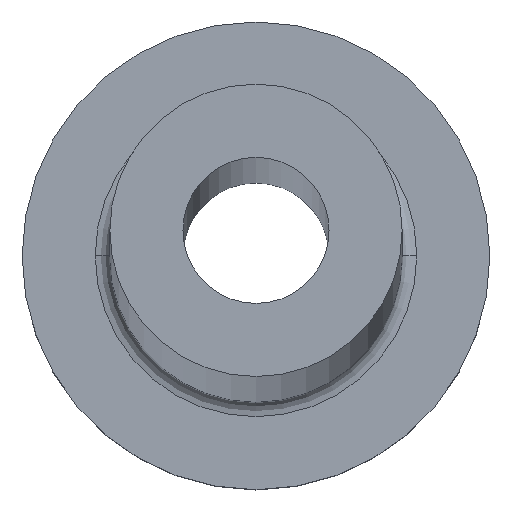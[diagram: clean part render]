
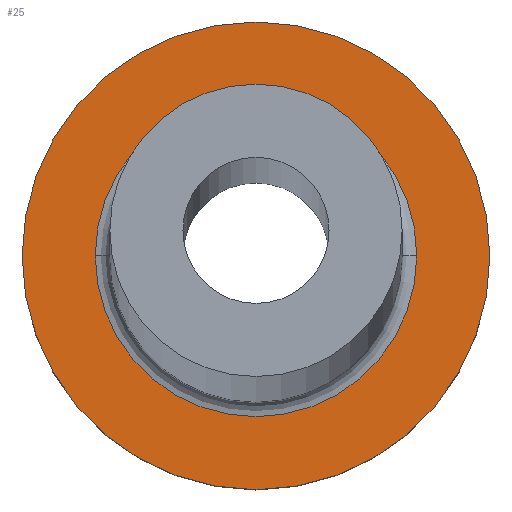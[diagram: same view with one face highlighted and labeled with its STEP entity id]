
A CAD part, top view. The second image highlights one B-rep face of the part: STEP entity #25.
In plain terms, the highlighted planar face has unit normal (0, 0, 1).
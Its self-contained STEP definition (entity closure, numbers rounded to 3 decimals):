
#2 = CARTESIAN_POINT ( 'NONE',  ( 8., 0., 5. ) ) ;
#5 = DIRECTION ( 'NONE',  ( 1., 0., 0. ) ) ;
#21 = ORIENTED_EDGE ( 'NONE', *, *, #360, .T. ) ;
#22 = DIRECTION ( 'NONE',  ( 0., 0., -1. ) ) ;
#25 = ADVANCED_FACE ( 'NONE', ( #31, #171 ), #139, .T. ) ;
#29 = CARTESIAN_POINT ( 'NONE',  ( -8., 0., 5. ) ) ;
#31 = FACE_BOUND ( 'NONE', #285, .T. ) ;
#32 = AXIS2_PLACEMENT_3D ( 'NONE', #73, #55, #250 ) ;
#36 = AXIS2_PLACEMENT_3D ( 'NONE', #64, #295, #206 ) ;
#55 = DIRECTION ( 'NONE',  ( 0., 0., -1. ) ) ;
#63 = DIRECTION ( 'NONE',  ( 1., 0., 0. ) ) ;
#64 = CARTESIAN_POINT ( 'NONE',  ( 0., 0., 5. ) ) ;
#65 = CIRCLE ( 'NONE', #277, 8. ) ;
#67 = CARTESIAN_POINT ( 'NONE',  ( 5.5, 0., 5. ) ) ;
#73 = CARTESIAN_POINT ( 'NONE',  ( 0., 0., 5. ) ) ;
#86 = VERTEX_POINT ( 'NONE', #2 ) ;
#105 = CARTESIAN_POINT ( 'NONE',  ( -5.5, 0., 5. ) ) ;
#117 = AXIS2_PLACEMENT_3D ( 'NONE', #291, #22, #313 ) ;
#128 = CIRCLE ( 'NONE', #224, 8. ) ;
#131 = EDGE_LOOP ( 'NONE', ( #21, #135 ) ) ;
#133 = CIRCLE ( 'NONE', #32, 5.5 ) ;
#134 = VERTEX_POINT ( 'NONE', #67 ) ;
#135 = ORIENTED_EDGE ( 'NONE', *, *, #144, .T. ) ;
#136 = DIRECTION ( 'NONE',  ( 0., 0., 1. ) ) ;
#139 = PLANE ( 'NONE',  #36 ) ;
#144 = EDGE_CURVE ( 'NONE', #86, #374, #128, .T. ) ;
#145 = CARTESIAN_POINT ( 'NONE',  ( 0., 0., 5. ) ) ;
#167 = ORIENTED_EDGE ( 'NONE', *, *, #293, .T. ) ;
#171 = FACE_OUTER_BOUND ( 'NONE', #131, .T. ) ;
#192 = ORIENTED_EDGE ( 'NONE', *, *, #368, .T. ) ;
#206 = DIRECTION ( 'NONE',  ( 1., 0., 0. ) ) ;
#224 = AXIS2_PLACEMENT_3D ( 'NONE', #145, #271, #5 ) ;
#232 = VERTEX_POINT ( 'NONE', #105 ) ;
#241 = CIRCLE ( 'NONE', #117, 5.5 ) ;
#250 = DIRECTION ( 'NONE',  ( 1., 0., 0. ) ) ;
#271 = DIRECTION ( 'NONE',  ( 0., 0., 1. ) ) ;
#277 = AXIS2_PLACEMENT_3D ( 'NONE', #286, #136, #63 ) ;
#285 = EDGE_LOOP ( 'NONE', ( #167, #192 ) ) ;
#286 = CARTESIAN_POINT ( 'NONE',  ( 0., 0., 5. ) ) ;
#291 = CARTESIAN_POINT ( 'NONE',  ( 0., 0., 5. ) ) ;
#293 = EDGE_CURVE ( 'NONE', #134, #232, #133, .T. ) ;
#295 = DIRECTION ( 'NONE',  ( 0., 0., 1. ) ) ;
#313 = DIRECTION ( 'NONE',  ( 1., 0., 0. ) ) ;
#360 = EDGE_CURVE ( 'NONE', #374, #86, #65, .T. ) ;
#368 = EDGE_CURVE ( 'NONE', #232, #134, #241, .T. ) ;
#374 = VERTEX_POINT ( 'NONE', #29 ) ;
